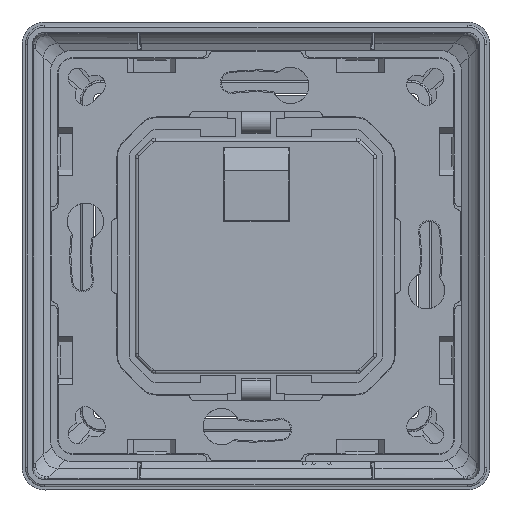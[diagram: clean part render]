
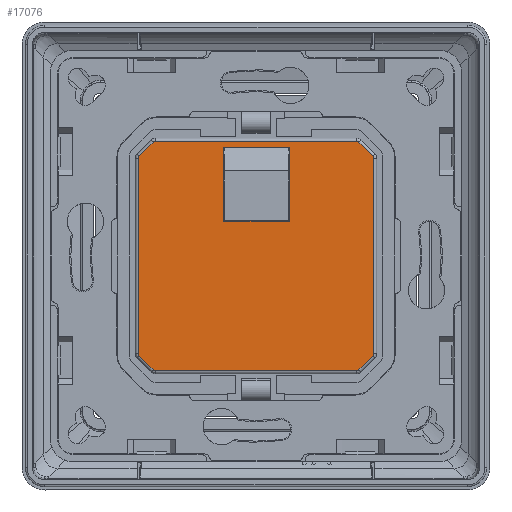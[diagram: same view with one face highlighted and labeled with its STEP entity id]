
A CAD part, front view. The second image highlights one B-rep face of the part: STEP entity #17076.
In plain terms, the highlighted planar face has unit normal (0, -1, 0).
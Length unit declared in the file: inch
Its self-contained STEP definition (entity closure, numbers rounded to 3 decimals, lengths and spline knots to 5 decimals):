
#15874=DIRECTION('',(0.,0.,1.));
#15875=VECTOR('',#15874,33.88054);
#15876=CARTESIAN_POINT('',(20.35652,-2.59993,
-16.94025));
#15877=LINE('',#15876,#15875);
#15882=DIRECTION('',(0.707,0.,0.707));
#15883=VECTOR('',#15882,3.41737);
#15884=CARTESIAN_POINT('',(-20.21016,-2.59993,
17.29369));
#15885=LINE('',#15884,#15883);
#15886=CARTESIAN_POINT('',(-17.44036,-2.59976,
19.35688));
#15887=DIRECTION('',(0.,1.,0.));
#15888=DIRECTION('',(-0.707,0.,0.707));
#15889=AXIS2_PLACEMENT_3D('',#15886,#15887,#15888);
#15891=CARTESIAN_POINT('',(17.44036,-2.59976,
19.35688));
#15892=DIRECTION('',(0.,1.,0.));
#15893=DIRECTION('',(0.,0.,1.));
#15894=AXIS2_PLACEMENT_3D('',#15891,#15892,#15893);
#15896=DIRECTION('',(0.707,0.,-0.707));
#15897=VECTOR('',#15896,3.41736);
#15898=CARTESIAN_POINT('',(17.7937,-2.59993,
19.71015));
#15899=LINE('',#15898,#15897);
#15900=CARTESIAN_POINT('',(19.85688,-2.59976,
16.94036));
#15901=DIRECTION('',(0.,1.,0.));
#15902=DIRECTION('',(0.707,0.,0.707));
#15903=AXIS2_PLACEMENT_3D('',#15900,#15901,#15902);
#15905=CARTESIAN_POINT('',(19.85688,-2.59976,
-16.94036));
#15906=DIRECTION('',(0.,1.,0.));
#15907=DIRECTION('',(1.,0.,0.));
#15908=AXIS2_PLACEMENT_3D('',#15905,#15906,#15907);
#15910=DIRECTION('',(-0.707,0.,-0.707));
#15911=VECTOR('',#15910,3.41736);
#15912=CARTESIAN_POINT('',(20.21015,-2.59993,
-17.2937));
#15913=LINE('',#15912,#15911);
#15914=CARTESIAN_POINT('',(17.44036,-2.59976,
-19.35688));
#15915=DIRECTION('',(0.,1.,0.));
#15916=DIRECTION('',(0.707,0.,-0.707));
#15917=AXIS2_PLACEMENT_3D('',#15914,#15915,#15916);
#15919=CARTESIAN_POINT('',(-17.44036,-2.59976,
-19.35688));
#15920=DIRECTION('',(0.,1.,0.));
#15921=DIRECTION('',(0.,0.,-1.));
#15922=AXIS2_PLACEMENT_3D('',#15919,#15920,#15921);
#15924=DIRECTION('',(-0.707,0.,0.707));
#15925=VECTOR('',#15924,3.41736);
#15926=CARTESIAN_POINT('',(-17.7937,-2.59993,
-19.71015));
#15927=LINE('',#15926,#15925);
#15928=CARTESIAN_POINT('',(-19.85688,-2.59976,
-16.94036));
#15929=DIRECTION('',(0.,1.,0.));
#15930=DIRECTION('',(-0.707,0.,-0.707));
#15931=AXIS2_PLACEMENT_3D('',#15928,#15929,#15930);
#15933=CARTESIAN_POINT('',(-19.85688,-2.59976,
16.94036));
#15934=DIRECTION('',(0.,1.,0.));
#15935=DIRECTION('',(-1.,0.,0.));
#15936=AXIS2_PLACEMENT_3D('',#15933,#15934,#15935);
#15979=DIRECTION('',(0.,0.,-1.));
#15980=VECTOR('',#15979,33.88053);
#15981=CARTESIAN_POINT('',(-20.35652,-2.59993,
16.94025));
#15982=LINE('',#15981,#15980);
#16045=DIRECTION('',(1.,0.,0.));
#16046=VECTOR('',#16045,34.88053);
#16047=CARTESIAN_POINT('',(-17.44025,-2.59993,
-19.85652));
#16048=LINE('',#16047,#16046);
#16291=DIRECTION('',(-1.,0.,0.));
#16292=VECTOR('',#16291,34.88053);
#16293=CARTESIAN_POINT('',(17.44025,-2.59993,
19.85652));
#16294=LINE('',#16293,#16292);
#16328=DIRECTION('',(-1.,0.,0.));
#16329=VECTOR('',#16328,11.4);
#16330=CARTESIAN_POINT('',(5.8,-2.6,6.));
#16331=LINE('',#16330,#16329);
#16340=DIRECTION('',(0.,0.,-1.));
#16341=VECTOR('',#16340,12.8);
#16342=CARTESIAN_POINT('',(5.8,-2.6,18.8));
#16343=LINE('',#16342,#16341);
#16352=DIRECTION('',(1.,0.,0.));
#16353=VECTOR('',#16352,11.4);
#16354=CARTESIAN_POINT('',(-5.6,-2.6,18.8));
#16355=LINE('',#16354,#16353);
#16364=DIRECTION('',(0.,0.,1.));
#16365=VECTOR('',#16364,12.8);
#16366=CARTESIAN_POINT('',(-5.6,-2.6,6.));
#16367=LINE('',#16366,#16365);
#16492=CARTESIAN_POINT('',(20.35652,-2.59993,
-16.94025));
#16493=CARTESIAN_POINT('',(20.35652,-2.59993,
16.94029));
#16494=VERTEX_POINT('',#16492);
#16495=VERTEX_POINT('',#16493);
#16496=CARTESIAN_POINT('',(-20.21016,-2.59993,
17.29369));
#16497=CARTESIAN_POINT('',(-17.79371,-2.59993,
19.71014));
#16498=VERTEX_POINT('',#16496);
#16499=VERTEX_POINT('',#16497);
#16500=CARTESIAN_POINT('',(-17.44025,-2.5998,
19.85652));
#16501=VERTEX_POINT('',#16500);
#16502=CARTESIAN_POINT('',(17.44025,-2.59993,
19.85652));
#16503=VERTEX_POINT('',#16502);
#16504=CARTESIAN_POINT('',(17.79379,-2.5998,
19.71004));
#16505=VERTEX_POINT('',#16504);
#16506=CARTESIAN_POINT('',(20.21014,-2.59993,
17.29371));
#16507=VERTEX_POINT('',#16506);
#16508=CARTESIAN_POINT('',(20.21004,-2.5998,
-17.29379));
#16509=VERTEX_POINT('',#16508);
#16510=CARTESIAN_POINT('',(17.79371,-2.59993,
-19.71014));
#16511=VERTEX_POINT('',#16510);
#16512=CARTESIAN_POINT('',(17.44025,-2.5998,
-19.85652));
#16513=VERTEX_POINT('',#16512);
#16514=CARTESIAN_POINT('',(-17.44025,-2.59993,
-19.85652));
#16515=VERTEX_POINT('',#16514);
#16516=CARTESIAN_POINT('',(-17.79379,-2.5998,
-19.71004));
#16517=VERTEX_POINT('',#16516);
#16518=CARTESIAN_POINT('',(-20.21014,-2.59993,
-17.29371));
#16519=VERTEX_POINT('',#16518);
#16520=CARTESIAN_POINT('',(-20.35652,-2.5998,
-16.94025));
#16521=VERTEX_POINT('',#16520);
#16522=CARTESIAN_POINT('',(-20.35652,-2.59993,
16.94025));
#16523=VERTEX_POINT('',#16522);
#16524=CARTESIAN_POINT('',(5.8,-2.6,6.));
#16525=CARTESIAN_POINT('',(-5.6,-2.6,6.));
#16526=VERTEX_POINT('',#16524);
#16527=VERTEX_POINT('',#16525);
#16528=CARTESIAN_POINT('',(5.8,-2.6,18.8));
#16529=VERTEX_POINT('',#16528);
#16530=CARTESIAN_POINT('',(-5.6,-2.6,18.8));
#16531=VERTEX_POINT('',#16530);
#17028=CARTESIAN_POINT('',(0.,-2.6,-35.94));
#17029=DIRECTION('',(0.,-1.,0.));
#17030=DIRECTION('',(1.,0.,0.));
#17031=AXIS2_PLACEMENT_3D('',#17028,#17029,#17030);
#17032=PLANE('',#17031);
#17034=ORIENTED_EDGE('',*,*,#17033,.T.);
#17036=ORIENTED_EDGE('',*,*,#17035,.T.);
#17038=ORIENTED_EDGE('',*,*,#17037,.F.);
#17040=ORIENTED_EDGE('',*,*,#17039,.T.);
#17042=ORIENTED_EDGE('',*,*,#17041,.T.);
#17044=ORIENTED_EDGE('',*,*,#17043,.T.);
#17045=ORIENTED_EDGE('',*,*,#17018,.F.);
#17047=ORIENTED_EDGE('',*,*,#17046,.T.);
#17049=ORIENTED_EDGE('',*,*,#17048,.T.);
#17051=ORIENTED_EDGE('',*,*,#17050,.T.);
#17053=ORIENTED_EDGE('',*,*,#17052,.F.);
#17055=ORIENTED_EDGE('',*,*,#17054,.T.);
#17057=ORIENTED_EDGE('',*,*,#17056,.T.);
#17059=ORIENTED_EDGE('',*,*,#17058,.T.);
#17061=ORIENTED_EDGE('',*,*,#17060,.F.);
#17063=ORIENTED_EDGE('',*,*,#17062,.T.);
#17064=EDGE_LOOP('',(#17034,#17036,#17038,#17040,#17042,#17044,#17045,#17047,
#17049,#17051,#17053,#17055,#17057,#17059,#17061,#17063));
#17065=FACE_OUTER_BOUND('',#17064,.F.);
#17067=ORIENTED_EDGE('',*,*,#17066,.F.);
#17069=ORIENTED_EDGE('',*,*,#17068,.F.);
#17071=ORIENTED_EDGE('',*,*,#17070,.F.);
#17073=ORIENTED_EDGE('',*,*,#17072,.F.);
#17074=EDGE_LOOP('',(#17067,#17069,#17071,#17073));
#17075=FACE_BOUND('',#17074,.F.);
#15890=CIRCLE('',#15889,0.49964);
#15895=CIRCLE('',#15894,0.49963);
#15904=CIRCLE('',#15903,0.49964);
#15909=CIRCLE('',#15908,0.49963);
#15918=CIRCLE('',#15917,0.49964);
#15923=CIRCLE('',#15922,0.49963);
#15932=CIRCLE('',#15931,0.49964);
#15937=CIRCLE('',#15936,0.49963);
#17018=EDGE_CURVE('',#16494,#16495,#15877,.T.);
#17033=EDGE_CURVE('',#16498,#16499,#15885,.T.);
#17035=EDGE_CURVE('',#16499,#16501,#15890,.T.);
#17037=EDGE_CURVE('',#16503,#16501,#16294,.T.);
#17039=EDGE_CURVE('',#16503,#16505,#15895,.T.);
#17041=EDGE_CURVE('',#16505,#16507,#15899,.T.);
#17043=EDGE_CURVE('',#16507,#16495,#15904,.T.);
#17046=EDGE_CURVE('',#16494,#16509,#15909,.T.);
#17048=EDGE_CURVE('',#16509,#16511,#15913,.T.);
#17050=EDGE_CURVE('',#16511,#16513,#15918,.T.);
#17052=EDGE_CURVE('',#16515,#16513,#16048,.T.);
#17054=EDGE_CURVE('',#16515,#16517,#15923,.T.);
#17056=EDGE_CURVE('',#16517,#16519,#15927,.T.);
#17058=EDGE_CURVE('',#16519,#16521,#15932,.T.);
#17060=EDGE_CURVE('',#16523,#16521,#15982,.T.);
#17062=EDGE_CURVE('',#16523,#16498,#15937,.T.);
#17066=EDGE_CURVE('',#16526,#16527,#16331,.T.);
#17068=EDGE_CURVE('',#16529,#16526,#16343,.T.);
#17070=EDGE_CURVE('',#16531,#16529,#16355,.T.);
#17072=EDGE_CURVE('',#16527,#16531,#16367,.T.);
#17076=ADVANCED_FACE('',(#17065,#17075),#17032,.T.);
